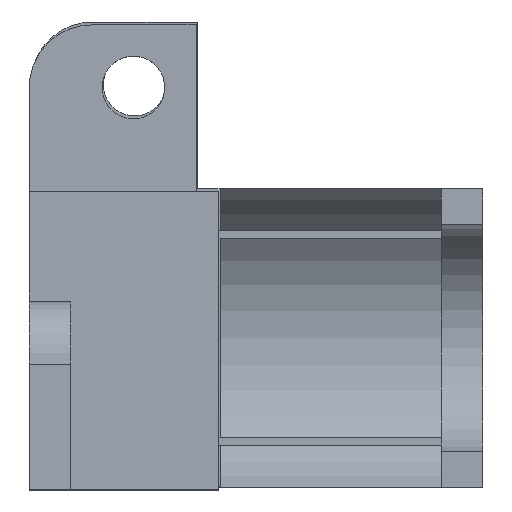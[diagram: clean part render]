
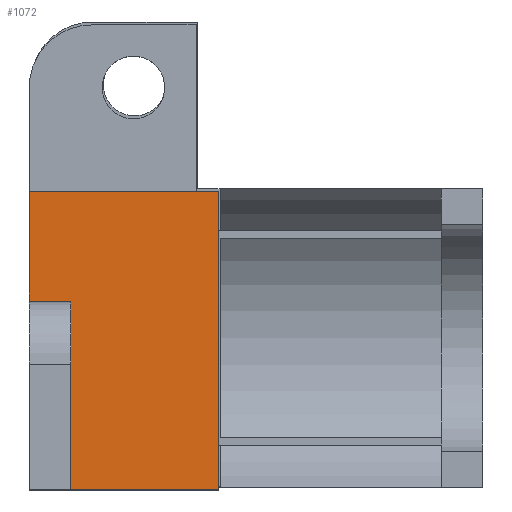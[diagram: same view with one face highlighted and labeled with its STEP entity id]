
A CAD part, top view. The second image highlights one B-rep face of the part: STEP entity #1072.
In plain terms, the highlighted planar face has unit normal (0, 0, 1).
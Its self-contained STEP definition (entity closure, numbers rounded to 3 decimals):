
#79=PLANE('',#1185);
#133=FACE_OUTER_BOUND('',#195,.T.);
#195=EDGE_LOOP('',(#982,#983,#984,#985,#986,#987));
#293=LINE('',#1742,#413);
#297=LINE('',#1751,#417);
#302=LINE('',#1763,#422);
#307=LINE('',#1776,#427);
#313=LINE('',#1788,#433);
#314=LINE('',#1789,#434);
#413=VECTOR('',#1426,10.);
#417=VECTOR('',#1434,10.);
#422=VECTOR('',#1447,10.);
#427=VECTOR('',#1462,10.);
#433=VECTOR('',#1474,10.);
#434=VECTOR('',#1475,10.);
#550=VERTEX_POINT('',#1739);
#551=VERTEX_POINT('',#1741);
#554=VERTEX_POINT('',#1749);
#557=VERTEX_POINT('',#1761);
#560=VERTEX_POINT('',#1775);
#563=VERTEX_POINT('',#1787);
#684=EDGE_CURVE('',#550,#551,#293,.T.);
#689=EDGE_CURVE('',#550,#554,#297,.T.);
#695=EDGE_CURVE('',#554,#557,#302,.T.);
#701=EDGE_CURVE('',#551,#560,#307,.T.);
#707=EDGE_CURVE('',#557,#563,#313,.T.);
#708=EDGE_CURVE('',#563,#560,#314,.T.);
#982=ORIENTED_EDGE('',*,*,#695,.T.);
#983=ORIENTED_EDGE('',*,*,#707,.T.);
#984=ORIENTED_EDGE('',*,*,#708,.T.);
#985=ORIENTED_EDGE('',*,*,#701,.F.);
#986=ORIENTED_EDGE('',*,*,#684,.F.);
#987=ORIENTED_EDGE('',*,*,#689,.T.);
#1072=ADVANCED_FACE('',(#133),#79,.T.);
#1185=AXIS2_PLACEMENT_3D('',#1786,#1472,#1473);
#1426=DIRECTION('',(0.,1.,0.));
#1434=DIRECTION('',(1.,0.,0.));
#1447=DIRECTION('',(0.,-1.,0.));
#1462=DIRECTION('',(1.,0.,0.));
#1472=DIRECTION('center_axis',(0.,0.,1.));
#1473=DIRECTION('ref_axis',(1.,0.,0.));
#1474=DIRECTION('',(1.,0.,0.));
#1475=DIRECTION('',(0.,1.,0.));
#1739=CARTESIAN_POINT('',(0.,9.,2.));
#1741=CARTESIAN_POINT('',(0.,14.3,2.));
#1742=CARTESIAN_POINT('',(0.,12.3,2.));
#1749=CARTESIAN_POINT('',(2.,9.,2.));
#1751=CARTESIAN_POINT('',(2.275,9.,2.));
#1761=CARTESIAN_POINT('',(2.,0.,2.));
#1763=CARTESIAN_POINT('',(2.,5.825,2.));
#1775=CARTESIAN_POINT('',(9.1,14.3,2.));
#1776=CARTESIAN_POINT('',(0.,14.3,2.));
#1786=CARTESIAN_POINT('Origin',(4.55,7.15,2.));
#1787=CARTESIAN_POINT('',(9.1,0.,2.));
#1788=CARTESIAN_POINT('',(0.,0.,2.));
#1789=CARTESIAN_POINT('',(9.1,0.,2.));
